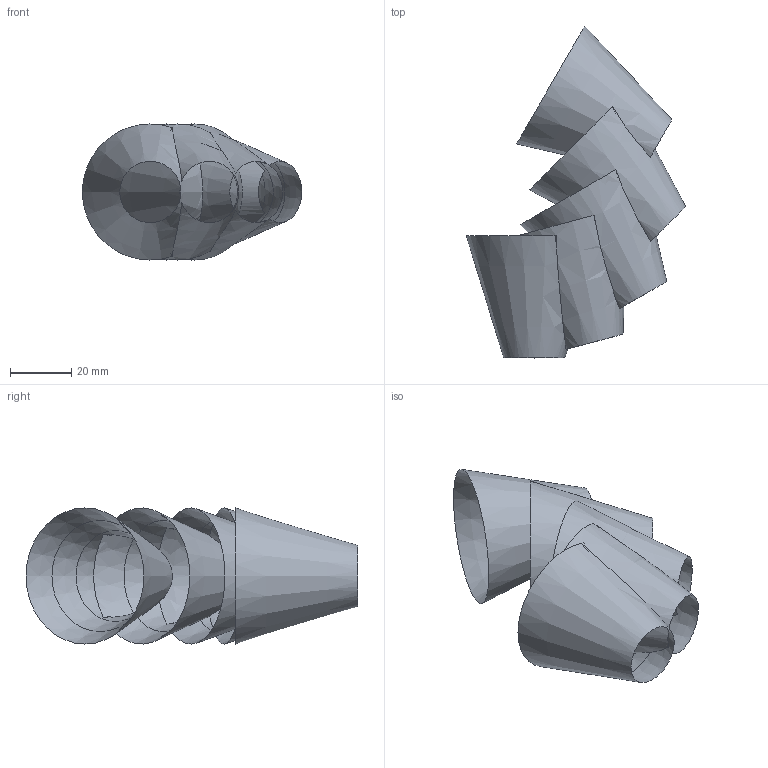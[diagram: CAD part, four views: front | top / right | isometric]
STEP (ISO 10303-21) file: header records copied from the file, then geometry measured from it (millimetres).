
FILE_DESCRIPTION(('Open CASCADE Model'),'2;1');
FILE_NAME('Open CASCADE Shape Model','2024-06-01T00:43:45',('Author'),( 'Open CASCADE'),'Open CASCADE STEP processor 7.7','Open CASCADE 7.7' ,'Unknown');
FILE_SCHEMA(('AUTOMOTIVE_DESIGN { 1 0 10303 214 1 1 1 1 }'));
Length unit declared in the file: millimetre
Products named in the file (1): Open CASCADE STEP translator 7.7 24
Bounding box: 71.75 x 108.56 x 44.51 mm (x, y, z)
Volume: 14756 mm3; surface area: 40085.4 mm2
Topology: 1 solids, 1 shells, 57 faces, 227 edges, 150 vertices
Faces by surface type: cone 57
Entity records: 12085 total; most frequent: CARTESIAN_POINT 8460, ORIENTED_EDGE 454, PCURVE 454, DEFINITIONAL_REPRESENTATION 454, B_SPLINE_CURVE_WITH_KNOTS 442, DIRECTION 435, EDGE_CURVE 227, SURFACE_CURVE 218
